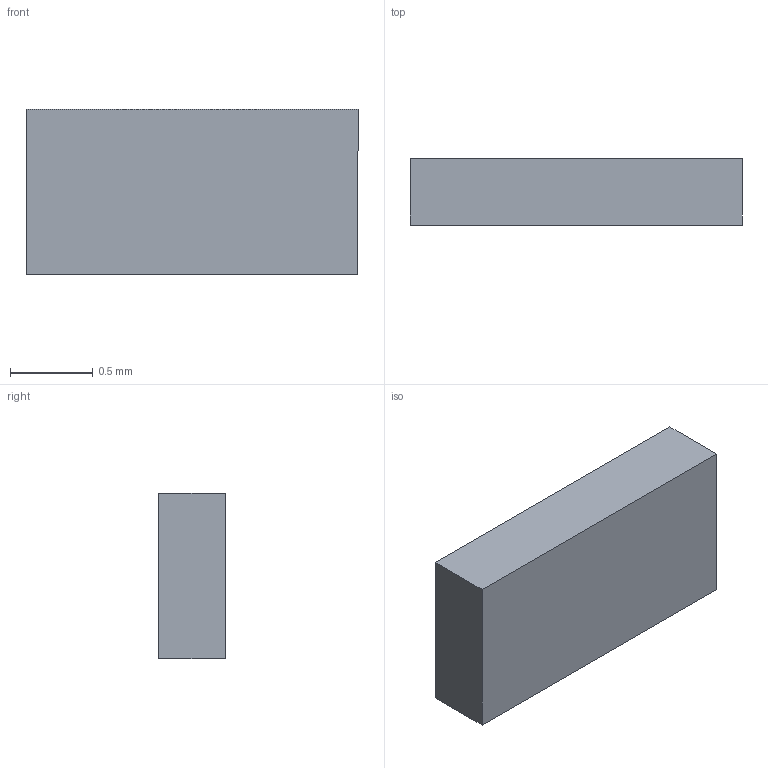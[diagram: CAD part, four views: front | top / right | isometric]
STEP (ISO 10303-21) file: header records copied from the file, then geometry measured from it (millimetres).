
FILE_DESCRIPTION (( 'STEP AP214' ), '1' );
FILE_NAME ('R0805.STEP', '2012-02-07T05:02:19', ( 'Lenovo User' ), ( 'Lenovo (Beijing) Limited' ), 'SwSTEP 2.0', 'SolidWorks 2011', '' );
FILE_SCHEMA (( 'AUTOMOTIVE_DESIGN' ));
Length unit declared in the file: millimetre
Products named in the file (1): R0805
Bounding box: 2 x 0.4 x 1 mm (x, y, z)
Volume: 0.8 mm3; surface area: 6.4 mm2
Topology: 1 solids, 1 shells, 14 faces, 61 edges, 57 vertices
Faces by surface type: plane 14
Entity records: 1431 total; most frequent: CARTESIAN_POINT 829, ORIENTED_EDGE 122, EDGE_CURVE 61, VERTEX_POINT 57, DIRECTION 48, B_SPLINE_CURVE_WITH_KNOTS 43, EDGE_LOOP 22, VECTOR 18
